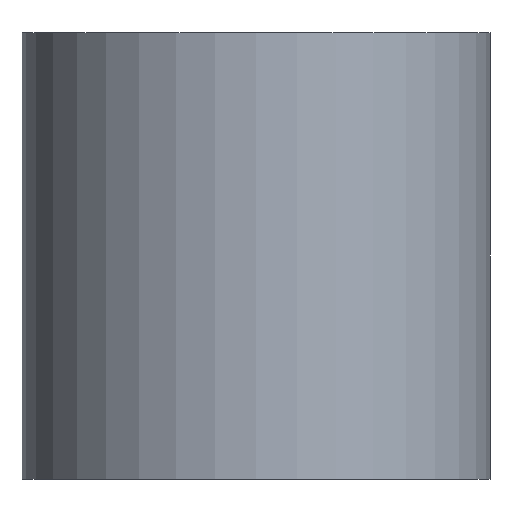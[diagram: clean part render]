
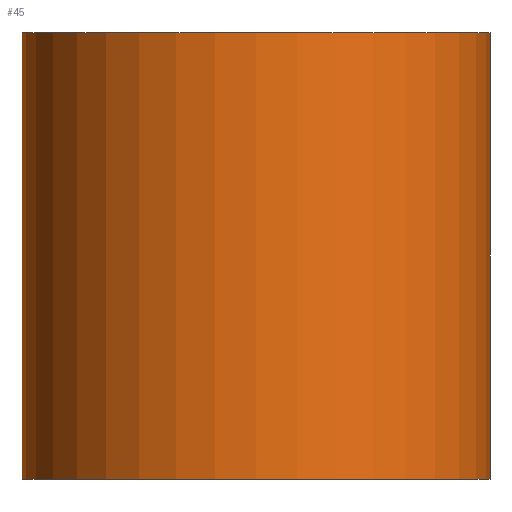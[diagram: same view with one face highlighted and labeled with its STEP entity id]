
A CAD part, front view. The second image highlights one B-rep face of the part: STEP entity #45.
In plain terms, the highlighted cylindrical face has radius 11 mm (diameter 22 mm), a full revolution.
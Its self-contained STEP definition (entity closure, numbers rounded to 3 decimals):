
#45 = ADVANCED_FACE( '', ( #91, #92 ), #93, .T. );
#91 = FACE_OUTER_BOUND( '', #132, .T. );
#92 = FACE_OUTER_BOUND( '', #133, .T. );
#93 = CYLINDRICAL_SURFACE( '', #134, 11. );
#132 = EDGE_LOOP( '', ( #179 ) );
#133 = EDGE_LOOP( '', ( #180 ) );
#134 = AXIS2_PLACEMENT_3D( '', #181, #182, #183 );
#179 = ORIENTED_EDGE( '', *, *, #209, .F. );
#180 = ORIENTED_EDGE( '', *, *, #199, .T. );
#181 = CARTESIAN_POINT( '', ( 0., 0., 57.15 ) );
#182 = DIRECTION( '', ( 0., 0., -1. ) );
#183 = DIRECTION( '', ( 1., 0., 0. ) );
#199 = EDGE_CURVE( '', #218, #218, #219, .T. );
#209 = EDGE_CURVE( '', #233, #233, #234, .T. );
#218 = VERTEX_POINT( '', #243 );
#219 = CIRCLE( '', #244, 11. );
#233 = VERTEX_POINT( '', #258 );
#234 = CIRCLE( '', #259, 11. );
#243 = CARTESIAN_POINT( '', ( 11., 0., 0. ) );
#244 = AXIS2_PLACEMENT_3D( '', #268, #269, #270 );
#258 = CARTESIAN_POINT( '', ( 11., 0., 21. ) );
#259 = AXIS2_PLACEMENT_3D( '', #283, #284, #285 );
#268 = CARTESIAN_POINT( '', ( 0., 0., 0. ) );
#269 = DIRECTION( '', ( 0., 0., 1. ) );
#270 = DIRECTION( '', ( 1., 0., 0. ) );
#283 = CARTESIAN_POINT( '', ( 0., 0., 21. ) );
#284 = DIRECTION( '', ( 0., 0., 1. ) );
#285 = DIRECTION( '', ( 1., 0., 0. ) );
